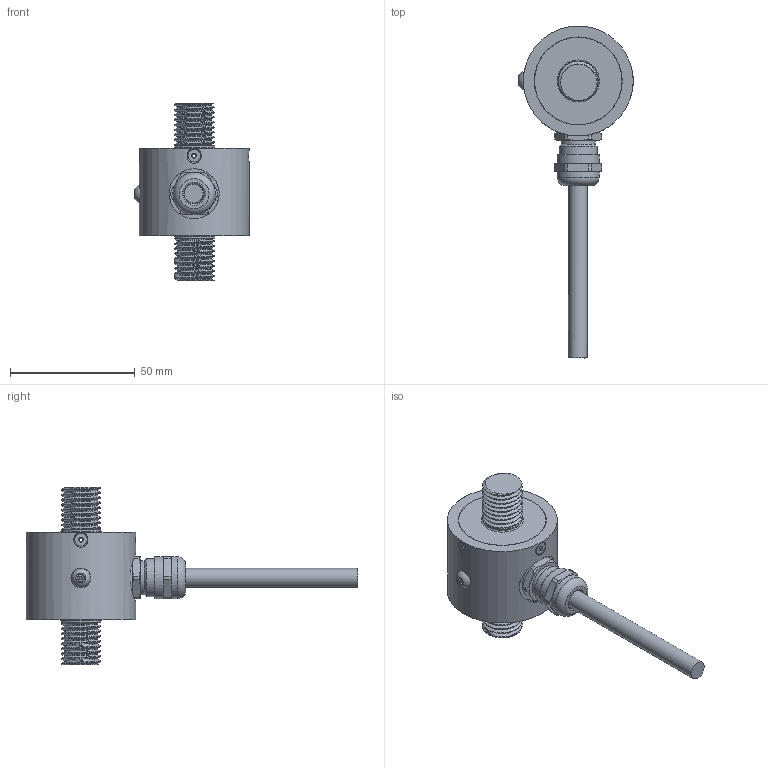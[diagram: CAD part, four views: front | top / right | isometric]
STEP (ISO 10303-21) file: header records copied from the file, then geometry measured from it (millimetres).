
FILE_DESCRIPTION(/* description */ (''),/* implementation_level */ '2;1');
FILE_NAME(/* name */ 'DDEN 50kN Space Model v1.step',/* time_stamp */ '2018-11-23T15:27:14+00:00',/* author */ ('ollieVUKN3'),/* organization */ (''),/* preprocessor_version */ 'ST-DEVELOPER v17.2',/* originating_system */ 'Autodesk Translation Framework v7.6.0.251',/* authorisation */ '');
FILE_SCHEMA (('AUTOMOTIVE_DESIGN { 1 0 10303 214 3 1 1 }'));
Length unit declared in the file: millimetre
Products named in the file (2): DDEN 50kN Space Model; DDEN-50kN Space Model
Assembly tree (1 placements, depth 2):
  DDEN 50kN Space Model
    DDEN-50kN Space Model
Bounding box: 45.82 x 132.86 x 71 mm (x, y, z)
Volume: 65601.6 mm3; surface area: 23014 mm2
Topology: 2 solids, 3 shells, 257 faces, 677 edges, 437 vertices
Faces by surface type: plane 94, cylinder 91, cone 55, torus 12, bspline 4, sphere 1
Full cylindrical faces by diameter (mm): 1.1 x1, 2.075 x4, 2.5 x4, 2.8 x4, 4 x1, 5 x4, 7.5 x1, 7.9 x1, 8 x1, 8.2 x2, 13.534 x16, 13.6 x1, 13.7 x1, 13.86 x1, 15.2 x2, 15.822 x20, 16.5 x1, 16.8 x2, 35 x1, 35.2 x1, 44 x1
Entity records: 13144 total; most frequent: CARTESIAN_POINT 7061, ORIENTED_EDGE 1338, DIRECTION 1195, EDGE_CURVE 669, AXIS2_PLACEMENT_3D 490, VERTEX_POINT 437, EDGE_LOOP 290, FACE_OUTER_BOUND 257
